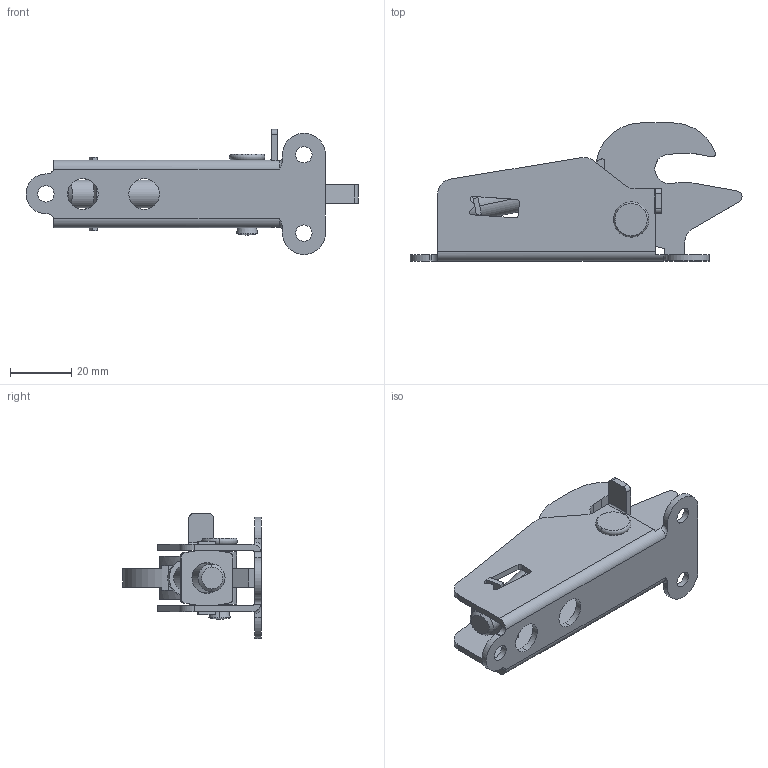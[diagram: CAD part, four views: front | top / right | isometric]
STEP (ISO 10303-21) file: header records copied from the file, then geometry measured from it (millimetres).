
FILE_DESCRIPTION (( 'STEP AP203' ), '1' );
FILE_NAME ('C-850-4.STEP', '2020-08-06T02:22:36', ( '' ), ( '' ), 'SwSTEP 2.0', 'SolidWorks 2018', '' );
FILE_SCHEMA (( 'CONFIG_CONTROL_DESIGN' ));
Length unit declared in the file: millimetre
Products named in the file (6): C-850-4_本体_; C-850-4_ガイドシャフト_; C-850-4; C-850-4_キャッチ_; C-850-4_シャフト_; C-850-4_バネ押え_
Assembly tree (5 placements, depth 2):
  C-850-4
    C-850-4_本体_
    C-850-4_シャフト_
    C-850-4_キャッチ_
    C-850-4_ガイドシャフト_
    C-850-4_バネ押え_
Bounding box: 108.13 x 45 x 40.75 mm (x, y, z)
Volume: 24238.7 mm3; surface area: 20083.1 mm2
Topology: 5 solids, 5 shells, 181 faces, 493 edges, 326 vertices
Faces by surface type: cylinder 85, plane 84, cone 6, torus 4, sphere 2
Entity records: 6484 total; most frequent: CARTESIAN_POINT 1071, DIRECTION 1053, ORIENTED_EDGE 986, EDGE_CURVE 493, AXIS2_PLACEMENT_3D 386, VERTEX_POINT 326, LINE 281, VECTOR 281
